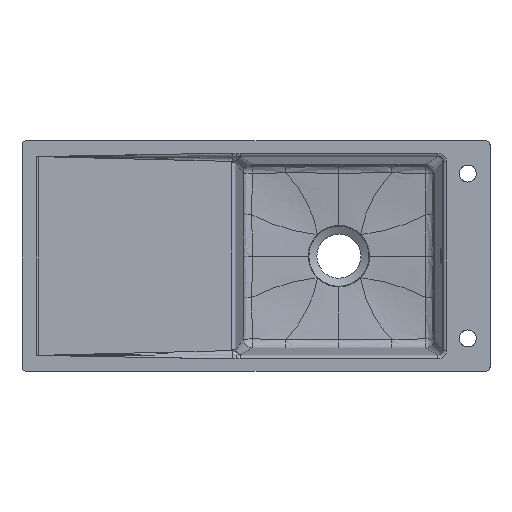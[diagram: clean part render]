
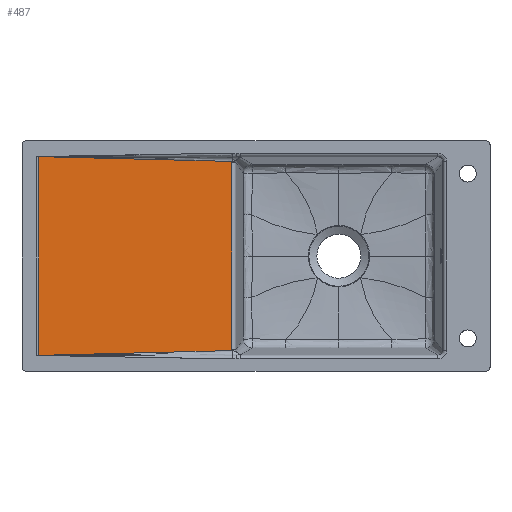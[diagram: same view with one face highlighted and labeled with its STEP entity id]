
A CAD part, top view. The second image highlights one B-rep face of the part: STEP entity #487.
In plain terms, the highlighted free-form (B-spline) face has degree [1, 1] with [2, 2] control points.
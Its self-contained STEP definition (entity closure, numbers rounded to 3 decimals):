
#215=B_SPLINE_SURFACE_WITH_KNOTS('',1,1,((#16405,#16406),(#16407,#16408)),
 .UNSPECIFIED.,.F.,.F.,.F.,(2,2),(2,2),(0.,1.),(0.,1.),.UNSPECIFIED.);
#487=ADVANCED_FACE('',(#721),#215,.T.);
#721=FACE_OUTER_BOUND('',#930,.T.);
#930=EDGE_LOOP('',(#2035,#2036,#2037,#2038,#2039,#2040));
#1212=B_SPLINE_CURVE_WITH_KNOTS('',3,(#14355,#14356,#14357,#14358,#14359,
#14360,#14361,#14362,#14363,#14364,#14365,#14366,#14367,#14368,#14369,#14370,
#14371,#14372,#14373,#14374,#14375,#14376,#14377,#14378,#14379,#14380,#14381,
#14382,#14383,#14384,#14385,#14386,#14387,#14388,#14389),.UNSPECIFIED.,
 .F.,.F.,(4,1,1,1,1,1,1,2,2,1,1,1,1,1,1,2,2,1,1,1,1,1,1,1,2,2,4),(0.,0.125,
0.187,0.219,0.234,0.242,
0.246,0.248,0.25,0.375,
0.437,0.469,0.484,0.492,
0.496,0.498,0.5,0.625,
0.687,0.719,0.734,0.742,
0.746,0.748,0.749,0.75,
1.),.UNSPECIFIED.);
#1213=B_SPLINE_CURVE_WITH_KNOTS('',3,(#14429,#14430,#14431,#14432),
 .UNSPECIFIED.,.F.,.F.,(4,4),(0.,1.),.UNSPECIFIED.);
#1240=B_SPLINE_CURVE_WITH_KNOTS('',1,(#15704,#15705),.UNSPECIFIED.,.F.,
 .F.,(2,2),(0.,1.),.UNSPECIFIED.);
#1242=B_SPLINE_CURVE_WITH_KNOTS('',1,(#16362,#16363),.UNSPECIFIED.,.F.,
 .F.,(2,2),(0.,1.),.UNSPECIFIED.);
#1243=B_SPLINE_CURVE_WITH_KNOTS('',3,(#16365,#16366,#16367,#16368,#16369,
#16370,#16371,#16372,#16373,#16374,#16375,#16376,#16377,#16378,#16379,#16380,
#16381,#16382,#16383,#16384,#16385,#16386,#16387,#16388,#16389,#16390,#16391,
#16392,#16393,#16394,#16395,#16396,#16397,#16398,#16399),.UNSPECIFIED.,
 .F.,.F.,(4,1,1,1,1,1,1,1,2,2,1,1,1,1,1,1,2,2,1,1,1,1,1,1,2,2,4),(0.,0.125,
0.187,0.219,0.234,0.242,
0.246,0.248,0.249,0.25,
0.375,0.437,0.469,0.484,
0.492,0.496,0.498,0.5,
0.625,0.687,0.719,0.734,
0.742,0.746,0.748,0.75,
1.),.UNSPECIFIED.);
#1244=B_SPLINE_CURVE_WITH_KNOTS('',3,(#16401,#16402,#16403,#16404),
 .UNSPECIFIED.,.F.,.F.,(4,4),(0.,1.),.UNSPECIFIED.);
#2035=ORIENTED_EDGE('',*,*,#3022,.T.);
#2036=ORIENTED_EDGE('',*,*,#3074,.T.);
#2037=ORIENTED_EDGE('',*,*,#3075,.T.);
#2038=ORIENTED_EDGE('',*,*,#3076,.F.);
#2039=ORIENTED_EDGE('',*,*,#3071,.T.);
#2040=ORIENTED_EDGE('',*,*,#3024,.T.);
#2577=VERTEX_POINT('',#14214);
#2582=VERTEX_POINT('',#14354);
#2584=VERTEX_POINT('',#14433);
#2611=VERTEX_POINT('',#15701);
#2613=VERTEX_POINT('',#16364);
#2614=VERTEX_POINT('',#16400);
#3022=EDGE_CURVE('',#2577,#2582,#1212,.T.);
#3024=EDGE_CURVE('',#2584,#2577,#1213,.T.);
#3071=EDGE_CURVE('',#2611,#2584,#1240,.T.);
#3074=EDGE_CURVE('',#2582,#2613,#1242,.T.);
#3075=EDGE_CURVE('',#2613,#2614,#1243,.T.);
#3076=EDGE_CURVE('',#2611,#2614,#1244,.T.);
#14214=CARTESIAN_POINT('',(-220.301,194.985,-13.993));
#14354=CARTESIAN_POINT('',(-619.256,204.937,-0.061));
#14355=CARTESIAN_POINT('',(-220.301,194.985,-13.993));
#14356=CARTESIAN_POINT('',(-236.137,195.034,-13.44));
#14357=CARTESIAN_POINT('',(-260.482,195.202,-12.59));
#14358=CARTESIAN_POINT('',(-289.919,195.565,-11.562));
#14359=CARTESIAN_POINT('',(-304.895,195.788,-11.039));
#14360=CARTESIAN_POINT('',(-312.448,195.91,-10.775));
#14361=CARTESIAN_POINT('',(-316.24,195.974,-10.642));
#14362=CARTESIAN_POINT('',(-318.141,196.006,-10.576));
#14363=CARTESIAN_POINT('',(-318.956,196.02,-10.548));
#14364=CARTESIAN_POINT('',(-319.5,196.03,-10.529));
#14365=CARTESIAN_POINT('',(-319.801,196.035,-10.518));
#14366=CARTESIAN_POINT('',(-335.567,196.309,-9.968));
#14367=CARTESIAN_POINT('',(-359.676,196.797,-9.126));
#14368=CARTESIAN_POINT('',(-389.248,197.51,-8.093));
#14369=CARTESIAN_POINT('',(-404.395,197.903,-7.564));
#14370=CARTESIAN_POINT('',(-412.059,198.109,-7.296));
#14371=CARTESIAN_POINT('',(-415.914,198.214,-7.162));
#14372=CARTESIAN_POINT('',(-417.846,198.267,-7.094));
#14373=CARTESIAN_POINT('',(-418.676,198.29,-7.065));
#14374=CARTESIAN_POINT('',(-419.229,198.305,-7.046));
#14375=CARTESIAN_POINT('',(-419.552,198.314,-7.035));
#14376=CARTESIAN_POINT('',(-434.58,198.73,-6.51));
#14377=CARTESIAN_POINT('',(-458.145,199.424,-5.687));
#14378=CARTESIAN_POINT('',(-488.034,200.376,-4.643));
#14379=CARTESIAN_POINT('',(-503.577,200.887,-4.1));
#14380=CARTESIAN_POINT('',(-511.499,201.152,-3.824));
#14381=CARTESIAN_POINT('',(-515.497,201.286,-3.684));
#14382=CARTESIAN_POINT('',(-517.505,201.354,-3.614));
#14383=CARTESIAN_POINT('',(-518.512,201.388,-3.579));
#14384=CARTESIAN_POINT('',(-518.944,201.402,-3.564));
#14385=CARTESIAN_POINT('',(-519.232,201.412,-3.554));
#14386=CARTESIAN_POINT('',(-519.432,201.419,-3.547));
#14387=CARTESIAN_POINT('',(-542.058,202.185,-2.757));
#14388=CARTESIAN_POINT('',(-575.303,203.357,-1.596));
#14389=CARTESIAN_POINT('',(-619.256,204.937,-0.061));
#14429=CARTESIAN_POINT('',(-220.524,192.064,-13.985));
#14430=CARTESIAN_POINT('',(-220.524,193.045,-13.985));
#14431=CARTESIAN_POINT('',(-220.449,194.019,-13.988));
#14432=CARTESIAN_POINT('',(-220.301,194.985,-13.993));
#14433=CARTESIAN_POINT('',(-220.524,192.064,-13.985));
#15701=CARTESIAN_POINT('',(-220.524,-192.064,-13.985));
#15704=CARTESIAN_POINT('',(-220.524,-192.064,-13.985));
#15705=CARTESIAN_POINT('',(-220.524,192.064,-13.985));
#16362=CARTESIAN_POINT('',(-619.256,204.937,-0.061));
#16363=CARTESIAN_POINT('',(-619.256,-204.937,-0.061));
#16364=CARTESIAN_POINT('',(-619.256,-204.937,-0.061));
#16365=CARTESIAN_POINT('',(-619.256,-204.937,-0.061));
#16366=CARTESIAN_POINT('',(-597.279,-204.147,-0.828));
#16367=CARTESIAN_POINT('',(-568.33,-203.115,-1.839));
#16368=CARTESIAN_POINT('',(-541.583,-202.179,-2.773));
#16369=CARTESIAN_POINT('',(-529.966,-201.778,-3.179));
#16370=CARTESIAN_POINT('',(-524.597,-201.594,-3.366));
#16371=CARTESIAN_POINT('',(-522.022,-201.507,-3.456));
#16372=CARTESIAN_POINT('',(-520.762,-201.464,-3.5));
#16373=CARTESIAN_POINT('',(-520.139,-201.443,-3.522));
#16374=CARTESIAN_POINT('',(-519.873,-201.434,-3.531));
#16375=CARTESIAN_POINT('',(-519.696,-201.428,-3.538));
#16376=CARTESIAN_POINT('',(-519.664,-201.427,-3.539));
#16377=CARTESIAN_POINT('',(-501.072,-200.797,-4.188));
#16378=CARTESIAN_POINT('',(-474.768,-199.941,-5.107));
#16379=CARTESIAN_POINT('',(-446.477,-199.084,-6.094));
#16380=CARTESIAN_POINT('',(-432.93,-198.69,-6.568));
#16381=CARTESIAN_POINT('',(-426.307,-198.502,-6.799));
#16382=CARTESIAN_POINT('',(-423.033,-198.411,-6.913));
#16383=CARTESIAN_POINT('',(-421.405,-198.365,-6.97));
#16384=CARTESIAN_POINT('',(-420.709,-198.346,-6.994));
#16385=CARTESIAN_POINT('',(-420.246,-198.333,-7.01));
#16386=CARTESIAN_POINT('',(-420.06,-198.328,-7.017));
#16387=CARTESIAN_POINT('',(-402.06,-197.83,-7.646));
#16388=CARTESIAN_POINT('',(-376.3,-197.177,-8.545));
#16389=CARTESIAN_POINT('',(-347.69,-196.56,-9.544));
#16390=CARTESIAN_POINT('',(-333.747,-196.288,-10.031));
#16391=CARTESIAN_POINT('',(-326.865,-196.16,-10.271));
#16392=CARTESIAN_POINT('',(-323.447,-196.099,-10.391));
#16393=CARTESIAN_POINT('',(-321.743,-196.069,-10.45));
#16394=CARTESIAN_POINT('',(-321.015,-196.056,-10.476));
#16395=CARTESIAN_POINT('',(-320.529,-196.048,-10.493));
#16396=CARTESIAN_POINT('',(-320.316,-196.044,-10.5));
#16397=CARTESIAN_POINT('',(-285.221,-195.433,-11.726));
#16398=CARTESIAN_POINT('',(-251.974,-195.082,-12.887));
#16399=CARTESIAN_POINT('',(-220.301,-194.985,-13.993));
#16400=CARTESIAN_POINT('',(-220.301,-194.985,-13.993));
#16401=CARTESIAN_POINT('',(-220.524,-192.064,-13.985));
#16402=CARTESIAN_POINT('',(-220.524,-193.05,-13.985));
#16403=CARTESIAN_POINT('',(-220.449,-194.024,-13.988));
#16404=CARTESIAN_POINT('',(-220.301,-194.985,-13.993));
#16405=CARTESIAN_POINT('',(-619.256,-207.397,-0.061));
#16406=CARTESIAN_POINT('',(-619.256,207.397,-0.061));
#16407=CARTESIAN_POINT('',(-217.907,-207.397,-14.076));
#16408=CARTESIAN_POINT('',(-217.907,207.397,-14.076));
